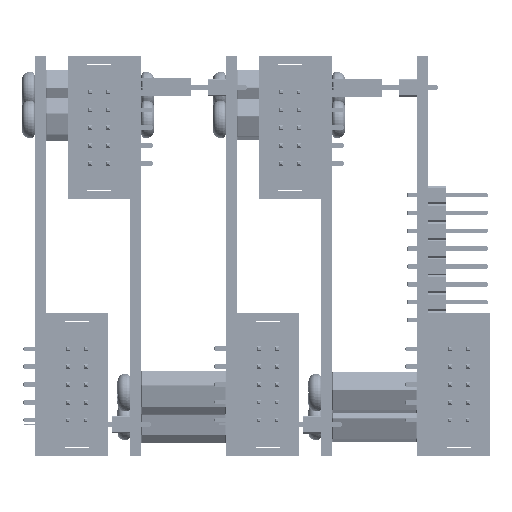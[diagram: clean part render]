
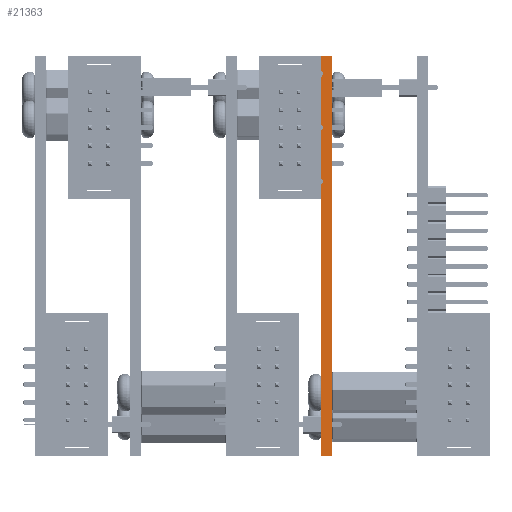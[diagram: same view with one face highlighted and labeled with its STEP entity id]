
A CAD part, left-side view. The second image highlights one B-rep face of the part: STEP entity #21363.
In plain terms, the highlighted planar face has unit normal (-1, 0, 0).
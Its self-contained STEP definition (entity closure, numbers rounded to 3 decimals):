
#638=LINE('',#36997,#3200);
#639=LINE('',#37161,#3201);
#645=LINE('',#37254,#3207);
#646=LINE('',#37256,#3208);
#3200=VECTOR('',#31477,1000.);
#3201=VECTOR('',#31642,1000.);
#3207=VECTOR('',#31814,1000.);
#3208=VECTOR('',#31817,1000.);
#6099=ORIENTED_EDGE('',*,*,#11968,.T.);
#6100=ORIENTED_EDGE('',*,*,#11879,.T.);
#6101=ORIENTED_EDGE('',*,*,#11967,.F.);
#6102=ORIENTED_EDGE('',*,*,#11961,.F.);
#11879=EDGE_CURVE('',#14895,#14897,#638,.T.);
#11961=EDGE_CURVE('',#14979,#14980,#639,.T.);
#11967=EDGE_CURVE('',#14980,#14897,#645,.T.);
#11968=EDGE_CURVE('',#14979,#14895,#646,.T.);
#14895=VERTEX_POINT('',#36992);
#14897=VERTEX_POINT('',#36996);
#14979=VERTEX_POINT('',#37162);
#14980=VERTEX_POINT('',#37163);
#17375=EDGE_LOOP('',(#6099,#6100,#6101,#6102));
#18986=FACE_BOUND('',#17375,.T.);
#20273=PLANE('',#30078);
#21363=ADVANCED_FACE('',(#18986),#20273,.T.);
#30078=AXIS2_PLACEMENT_3D('',#37255,#31815,#31816);
#31477=DIRECTION('',(0.,-1.,0.));
#31642=DIRECTION('',(0.,-1.,0.));
#31814=DIRECTION('',(0.,0.,-1.));
#31815=DIRECTION('',(-1.,0.,0.));
#31816=DIRECTION('',(0.,-1.,0.));
#31817=DIRECTION('',(0.,0.,-1.));
#36992=CARTESIAN_POINT('',(-45.5,28.5,-1.6));
#36996=CARTESIAN_POINT('',(-45.5,-28.5,-1.6));
#36997=CARTESIAN_POINT('',(-45.5,28.5,-1.6));
#37161=CARTESIAN_POINT('',(-45.5,28.5,0.));
#37162=CARTESIAN_POINT('',(-45.5,28.5,0.));
#37163=CARTESIAN_POINT('',(-45.5,-28.5,0.));
#37254=CARTESIAN_POINT('',(-45.5,-28.5,0.));
#37255=CARTESIAN_POINT('',(-45.5,28.5,0.));
#37256=CARTESIAN_POINT('',(-45.5,28.5,0.));
